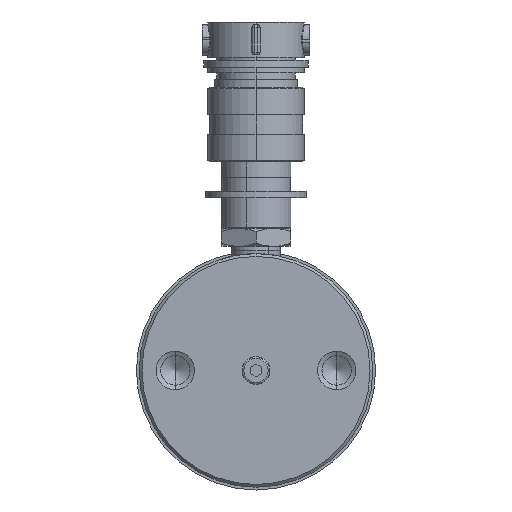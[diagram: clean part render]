
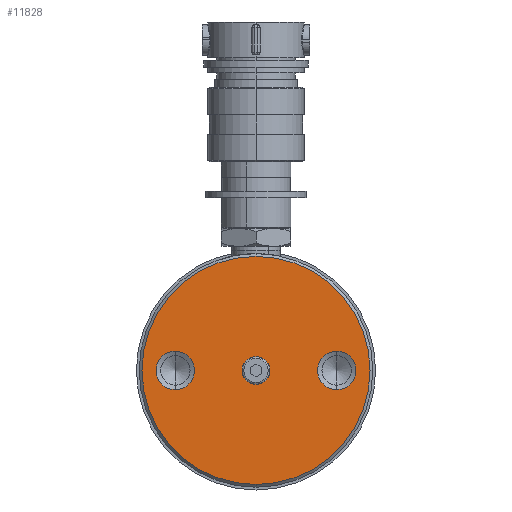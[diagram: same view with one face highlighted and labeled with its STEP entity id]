
A CAD part, front view. The second image highlights one B-rep face of the part: STEP entity #11828.
In plain terms, the highlighted planar face has unit normal (0, -1, 0).
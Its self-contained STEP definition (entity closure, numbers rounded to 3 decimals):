
#310 = DIRECTION ( 'NONE',  ( 0., 0., -1. ) ) ;
#1861 = DIRECTION ( 'NONE',  ( 0., 0., -1. ) ) ;
#3900 = DIRECTION ( 'NONE',  ( 0., 1., 0. ) ) ;
#4058 = AXIS2_PLACEMENT_3D ( 'NONE', #15551, #21029, #11991 ) ;
#4146 = PLANE ( 'NONE',  #17605 ) ;
#4475 = VERTEX_POINT ( 'NONE', #16594 ) ;
#4851 = CARTESIAN_POINT ( 'NONE',  ( 0., 0., 41.5 ) ) ;
#5080 = EDGE_CURVE ( 'NONE', #9112, #21566, #10392, .T. ) ;
#5335 = CARTESIAN_POINT ( 'NONE',  ( 0., 0., 0. ) ) ;
#5581 = CIRCLE ( 'NONE', #10834, 41.5 ) ;
#6019 = AXIS2_PLACEMENT_3D ( 'NONE', #14884, #12804, #14715 ) ;
#6383 = ORIENTED_EDGE ( 'NONE', *, *, #11892, .F. ) ;
#6741 = AXIS2_PLACEMENT_3D ( 'NONE', #13267, #11547, #310 ) ;
#6742 = FACE_BOUND ( 'NONE', #20211, .T. ) ;
#6802 = AXIS2_PLACEMENT_3D ( 'NONE', #17300, #9968, #11451 ) ;
#7326 = EDGE_CURVE ( 'NONE', #13060, #4475, #18722, .T. ) ;
#8848 = VERTEX_POINT ( 'NONE', #13137 ) ;
#9004 = ORIENTED_EDGE ( 'NONE', *, *, #7326, .F. ) ;
#9105 = FACE_BOUND ( 'NONE', #18636, .T. ) ;
#9112 = VERTEX_POINT ( 'NONE', #4851 ) ;
#9156 = CARTESIAN_POINT ( 'NONE',  ( 29.35, 0., -7. ) ) ;
#9417 = EDGE_CURVE ( 'NONE', #8848, #22237, #12440, .T. ) ;
#9847 = EDGE_LOOP ( 'NONE', ( #19599, #20784 ) ) ;
#9968 = DIRECTION ( 'NONE',  ( 0., -1., 0. ) ) ;
#9994 = EDGE_CURVE ( 'NONE', #22237, #8848, #20195, .T. ) ;
#10293 = DIRECTION ( 'NONE',  ( 0., 0., -1. ) ) ;
#10392 = CIRCLE ( 'NONE', #6802, 41.5 ) ;
#10834 = AXIS2_PLACEMENT_3D ( 'NONE', #5335, #18466, #22414 ) ;
#11358 = EDGE_CURVE ( 'NONE', #21566, #9112, #5581, .T. ) ;
#11451 = DIRECTION ( 'NONE',  ( 0., 0., 1. ) ) ;
#11452 = FACE_BOUND ( 'NONE', #12407, .T. ) ;
#11547 = DIRECTION ( 'NONE',  ( 0., -1., 0. ) ) ;
#11828 = ADVANCED_FACE ( 'NONE', ( #20275, #9105, #6742, #11452 ), #4146, .F. ) ;
#11892 = EDGE_CURVE ( 'NONE', #23237, #15959, #23510, .T. ) ;
#11991 = DIRECTION ( 'NONE',  ( 0., 0., -1. ) ) ;
#12407 = EDGE_LOOP ( 'NONE', ( #9004, #23550 ) ) ;
#12440 = CIRCLE ( 'NONE', #21696, 7. ) ;
#12804 = DIRECTION ( 'NONE',  ( 0., -1., 0. ) ) ;
#13060 = VERTEX_POINT ( 'NONE', #13493 ) ;
#13137 = CARTESIAN_POINT ( 'NONE',  ( -29.35, 0., 7. ) ) ;
#13241 = CARTESIAN_POINT ( 'NONE',  ( 29.35, 0., 0. ) ) ;
#13267 = CARTESIAN_POINT ( 'NONE',  ( 29.35, 0., 0. ) ) ;
#13349 = CARTESIAN_POINT ( 'NONE',  ( 0., 0., -41.5 ) ) ;
#13493 = CARTESIAN_POINT ( 'NONE',  ( 0., 0., -5.075 ) ) ;
#13911 = DIRECTION ( 'NONE',  ( 0., -1., 0. ) ) ;
#14100 = AXIS2_PLACEMENT_3D ( 'NONE', #15896, #13911, #10293 ) ;
#14715 = DIRECTION ( 'NONE',  ( 0., 0., -1. ) ) ;
#14884 = CARTESIAN_POINT ( 'NONE',  ( 0., 0., 0. ) ) ;
#15099 = CARTESIAN_POINT ( 'NONE',  ( -29.35, 0., 0. ) ) ;
#15246 = CARTESIAN_POINT ( 'NONE',  ( -5.075, 0., 0. ) ) ;
#15397 = CIRCLE ( 'NONE', #6741, 7. ) ;
#15551 = CARTESIAN_POINT ( 'NONE',  ( -29.35, 0., 0. ) ) ;
#15835 = EDGE_CURVE ( 'NONE', #4475, #13060, #23407, .T. ) ;
#15896 = CARTESIAN_POINT ( 'NONE',  ( 0., 0., 0. ) ) ;
#15959 = VERTEX_POINT ( 'NONE', #16904 ) ;
#16594 = CARTESIAN_POINT ( 'NONE',  ( 0., 0., 5.075 ) ) ;
#16680 = ORIENTED_EDGE ( 'NONE', *, *, #9417, .F. ) ;
#16811 = ORIENTED_EDGE ( 'NONE', *, *, #9994, .F. ) ;
#16904 = CARTESIAN_POINT ( 'NONE',  ( 29.35, 0., 7. ) ) ;
#17198 = DIRECTION ( 'NONE',  ( 0., -1., 0. ) ) ;
#17300 = CARTESIAN_POINT ( 'NONE',  ( 0., 0., 0. ) ) ;
#17605 = AXIS2_PLACEMENT_3D ( 'NONE', #15246, #3900, #21040 ) ;
#18466 = DIRECTION ( 'NONE',  ( 0., -1., 0. ) ) ;
#18636 = EDGE_LOOP ( 'NONE', ( #6383, #21855 ) ) ;
#18722 = CIRCLE ( 'NONE', #14100, 5.075 ) ;
#19599 = ORIENTED_EDGE ( 'NONE', *, *, #5080, .T. ) ;
#20195 = CIRCLE ( 'NONE', #4058, 7. ) ;
#20211 = EDGE_LOOP ( 'NONE', ( #16811, #16680 ) ) ;
#20275 = FACE_OUTER_BOUND ( 'NONE', #9847, .T. ) ;
#20784 = ORIENTED_EDGE ( 'NONE', *, *, #11358, .T. ) ;
#20878 = DIRECTION ( 'NONE',  ( 0., 0., -1. ) ) ;
#21029 = DIRECTION ( 'NONE',  ( 0., -1., 0. ) ) ;
#21040 = DIRECTION ( 'NONE',  ( 1., 0., 0. ) ) ;
#21552 = EDGE_CURVE ( 'NONE', #15959, #23237, #15397, .T. ) ;
#21566 = VERTEX_POINT ( 'NONE', #13349 ) ;
#21696 = AXIS2_PLACEMENT_3D ( 'NONE', #15099, #24283, #1861 ) ;
#21794 = CARTESIAN_POINT ( 'NONE',  ( -29.35, 0., -7. ) ) ;
#21855 = ORIENTED_EDGE ( 'NONE', *, *, #21552, .F. ) ;
#22237 = VERTEX_POINT ( 'NONE', #21794 ) ;
#22414 = DIRECTION ( 'NONE',  ( 0., 0., 1. ) ) ;
#23237 = VERTEX_POINT ( 'NONE', #9156 ) ;
#23407 = CIRCLE ( 'NONE', #6019, 5.075 ) ;
#23510 = CIRCLE ( 'NONE', #24221, 7. ) ;
#23550 = ORIENTED_EDGE ( 'NONE', *, *, #15835, .F. ) ;
#24221 = AXIS2_PLACEMENT_3D ( 'NONE', #13241, #17198, #20878 ) ;
#24283 = DIRECTION ( 'NONE',  ( 0., -1., 0. ) ) ;
